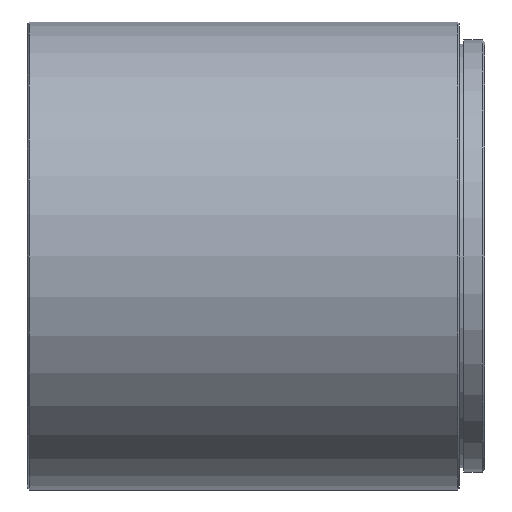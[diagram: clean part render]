
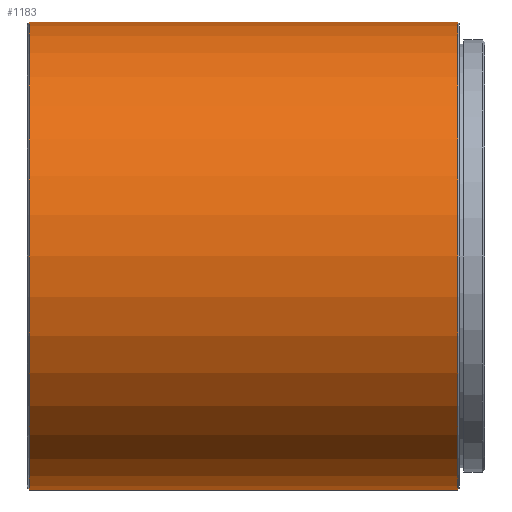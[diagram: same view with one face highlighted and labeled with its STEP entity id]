
A CAD part, front view. The second image highlights one B-rep face of the part: STEP entity #1183.
In plain terms, the highlighted cylindrical face has radius 27.95 mm (diameter 55.9 mm), a partial arc.
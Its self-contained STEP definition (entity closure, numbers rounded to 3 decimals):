
#10 = DIRECTION ( 'NONE',  ( -1., 0., 0. ) ) ;
#81 = EDGE_CURVE ( 'NONE', #143, #145, #1408, .T. ) ;
#115 = CARTESIAN_POINT ( 'NONE',  ( 3.326, -20.109, 27.95 ) ) ;
#143 = VERTEX_POINT ( 'NONE', #115 ) ;
#145 = VERTEX_POINT ( 'NONE', #1188 ) ;
#148 = EDGE_CURVE ( 'NONE', #1171, #143, #1034, .T. ) ;
#263 = CARTESIAN_POINT ( 'NONE',  ( -47.874, -20.109, -27.95 ) ) ;
#281 = EDGE_CURVE ( 'NONE', #1171, #310, #1222, .T. ) ;
#310 = VERTEX_POINT ( 'NONE', #263 ) ;
#384 = VECTOR ( 'NONE', #10, 1000. ) ;
#417 = CYLINDRICAL_SURFACE ( 'NONE', #1550, 27.95 ) ;
#561 = ORIENTED_EDGE ( 'NONE', *, *, #81, .T. ) ;
#633 = AXIS2_PLACEMENT_3D ( 'NONE', #1039, #1407, #1389 ) ;
#647 = CARTESIAN_POINT ( 'NONE',  ( 3.326, -20.109, -27.95 ) ) ;
#717 = ORIENTED_EDGE ( 'NONE', *, *, #148, .T. ) ;
#751 = ORIENTED_EDGE ( 'NONE', *, *, #1124, .T. ) ;
#784 = CARTESIAN_POINT ( 'NONE',  ( 3.526, -20.109, 0. ) ) ;
#791 = ORIENTED_EDGE ( 'NONE', *, *, #281, .F. ) ;
#852 = VECTOR ( 'NONE', #1546, 1000. ) ;
#874 = CARTESIAN_POINT ( 'NONE',  ( 3.526, -20.109, -27.95 ) ) ;
#899 = DIRECTION ( 'NONE',  ( 0., 0., 1. ) ) ;
#917 = DIRECTION ( 'NONE',  ( -1., 0., 0. ) ) ;
#1034 = CIRCLE ( 'NONE', #1578, 27.95 ) ;
#1039 = CARTESIAN_POINT ( 'NONE',  ( -47.874, -20.109, 0. ) ) ;
#1124 = EDGE_CURVE ( 'NONE', #145, #310, #1479, .T. ) ;
#1171 = VERTEX_POINT ( 'NONE', #647 ) ;
#1183 = ADVANCED_FACE ( 'NONE', ( #1255 ), #417, .T. ) ;
#1188 = CARTESIAN_POINT ( 'NONE',  ( -47.874, -20.109, 27.95 ) ) ;
#1213 = CARTESIAN_POINT ( 'NONE',  ( 3.326, -20.109, 0. ) ) ;
#1222 = LINE ( 'NONE', #874, #384 ) ;
#1255 = FACE_OUTER_BOUND ( 'NONE', #1263, .T. ) ;
#1263 = EDGE_LOOP ( 'NONE', ( #791, #717, #561, #751 ) ) ;
#1331 = DIRECTION ( 'NONE',  ( -1., 0., 0. ) ) ;
#1342 = DIRECTION ( 'NONE',  ( 0., 0., -1. ) ) ;
#1389 = DIRECTION ( 'NONE',  ( 0., 0., 1. ) ) ;
#1407 = DIRECTION ( 'NONE',  ( 1., 0., 0. ) ) ;
#1408 = LINE ( 'NONE', #1430, #852 ) ;
#1430 = CARTESIAN_POINT ( 'NONE',  ( 3.526, -20.109, 27.95 ) ) ;
#1479 = CIRCLE ( 'NONE', #633, 27.95 ) ;
#1546 = DIRECTION ( 'NONE',  ( -1., 0., 0. ) ) ;
#1550 = AXIS2_PLACEMENT_3D ( 'NONE', #784, #917, #899 ) ;
#1578 = AXIS2_PLACEMENT_3D ( 'NONE', #1213, #1331, #1342 ) ;
